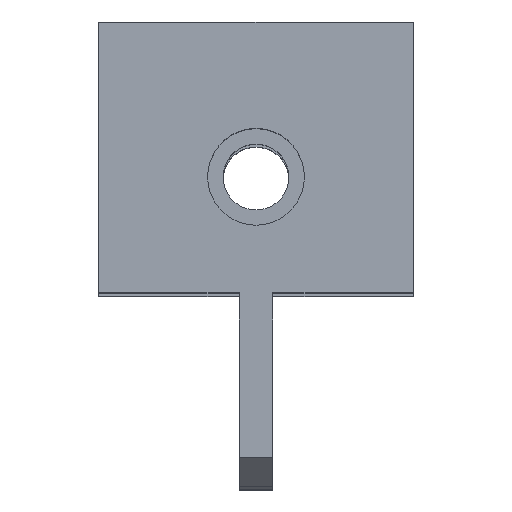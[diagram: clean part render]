
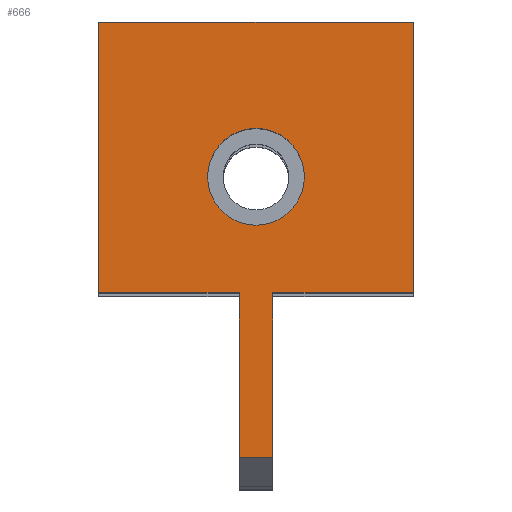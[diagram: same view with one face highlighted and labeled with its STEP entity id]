
A CAD part, top view. The second image highlights one B-rep face of the part: STEP entity #666.
In plain terms, the highlighted planar face has unit normal (0, 0, 1).
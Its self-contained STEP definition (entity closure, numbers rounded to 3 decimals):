
#67 = LINE ( 'NONE', #3451, #4206 ) ;
#96 = VERTEX_POINT ( 'NONE', #149 ) ;
#108 = CARTESIAN_POINT ( 'NONE',  ( 0., 0., 107. ) ) ;
#149 = CARTESIAN_POINT ( 'NONE',  ( 5., 7., 107. ) ) ;
#217 = LINE ( 'NONE', #2269, #1078 ) ;
#221 = VECTOR ( 'NONE', #1458, 1000. ) ;
#224 = ORIENTED_EDGE ( 'NONE', *, *, #2544, .T. ) ;
#242 = ORIENTED_EDGE ( 'NONE', *, *, #3921, .T. ) ;
#330 = LINE ( 'NONE', #4052, #221 ) ;
#341 = EDGE_CURVE ( 'NONE', #629, #606, #745, .T. ) ;
#347 = CARTESIAN_POINT ( 'NONE',  ( -1.75, -5., 107. ) ) ;
#384 = AXIS2_PLACEMENT_3D ( 'NONE', #1485, #3771, #1796 ) ;
#408 = LINE ( 'NONE', #347, #2046 ) ;
#557 = ORIENTED_EDGE ( 'NONE', *, *, #3126, .T. ) ;
#559 = VERTEX_POINT ( 'NONE', #3319 ) ;
#561 = CARTESIAN_POINT ( 'NONE',  ( -16.25, 23., 107. ) ) ;
#579 = FACE_BOUND ( 'NONE', #1120, .T. ) ;
#606 = VERTEX_POINT ( 'NONE', #1385 ) ;
#618 = DIRECTION ( 'NONE',  ( 0., 0., 1. ) ) ;
#629 = VERTEX_POINT ( 'NONE', #3048 ) ;
#666 = ADVANCED_FACE ( 'NONE', ( #579, #2007 ), #1750, .F. ) ;
#680 = DIRECTION ( 'NONE',  ( 0., 1., 0. ) ) ;
#745 = LINE ( 'NONE', #561, #1413 ) ;
#805 = VERTEX_POINT ( 'NONE', #2115 ) ;
#881 = DIRECTION ( 'NONE',  ( 1., 0., 0. ) ) ;
#948 = ORIENTED_EDGE ( 'NONE', *, *, #2895, .T. ) ;
#986 = LINE ( 'NONE', #2446, #2839 ) ;
#1078 = VECTOR ( 'NONE', #3248, 1000. ) ;
#1118 = CIRCLE ( 'NONE', #2737, 5. ) ;
#1120 = EDGE_LOOP ( 'NONE', ( #1541, #2574 ) ) ;
#1181 = VERTEX_POINT ( 'NONE', #1231 ) ;
#1231 = CARTESIAN_POINT ( 'NONE',  ( 1.75, -5., 107. ) ) ;
#1352 = VERTEX_POINT ( 'NONE', #3361 ) ;
#1385 = CARTESIAN_POINT ( 'NONE',  ( -16.25, 23., 107. ) ) ;
#1413 = VECTOR ( 'NONE', #2814, 1000. ) ;
#1458 = DIRECTION ( 'NONE',  ( -1., 0., 0. ) ) ;
#1485 = CARTESIAN_POINT ( 'NONE',  ( 0., 7., 107. ) ) ;
#1541 = ORIENTED_EDGE ( 'NONE', *, *, #2954, .F. ) ;
#1678 = ORIENTED_EDGE ( 'NONE', *, *, #341, .T. ) ;
#1750 = PLANE ( 'NONE',  #2093 ) ;
#1796 = DIRECTION ( 'NONE',  ( 1., 0., 0. ) ) ;
#1911 = CARTESIAN_POINT ( 'NONE',  ( -1.75, -22., 107. ) ) ;
#2007 = FACE_OUTER_BOUND ( 'NONE', #3267, .T. ) ;
#2046 = VECTOR ( 'NONE', #680, 1000. ) ;
#2088 = DIRECTION ( 'NONE',  ( -1., 0., 0. ) ) ;
#2093 = AXIS2_PLACEMENT_3D ( 'NONE', #108, #4045, #2088 ) ;
#2098 = VERTEX_POINT ( 'NONE', #2970 ) ;
#2115 = CARTESIAN_POINT ( 'NONE',  ( 16.25, -5., 107. ) ) ;
#2269 = CARTESIAN_POINT ( 'NONE',  ( 16.25, 0., 107. ) ) ;
#2303 = VECTOR ( 'NONE', #3003, 1000. ) ;
#2446 = CARTESIAN_POINT ( 'NONE',  ( -16.25, 0., 107. ) ) ;
#2544 = EDGE_CURVE ( 'NONE', #805, #629, #217, .T. ) ;
#2564 = CARTESIAN_POINT ( 'NONE',  ( 0., 7., 107. ) ) ;
#2574 = ORIENTED_EDGE ( 'NONE', *, *, #3256, .F. ) ;
#2645 = ORIENTED_EDGE ( 'NONE', *, *, #3031, .F. ) ;
#2701 = ORIENTED_EDGE ( 'NONE', *, *, #4064, .F. ) ;
#2737 = AXIS2_PLACEMENT_3D ( 'NONE', #2564, #618, #2903 ) ;
#2780 = DIRECTION ( 'NONE',  ( 0., 1., 0. ) ) ;
#2814 = DIRECTION ( 'NONE',  ( -1., 0., 0. ) ) ;
#2839 = VECTOR ( 'NONE', #2780, 1000. ) ;
#2895 = EDGE_CURVE ( 'NONE', #3454, #559, #3077, .T. ) ;
#2903 = DIRECTION ( 'NONE',  ( 1., 0., 0. ) ) ;
#2954 = EDGE_CURVE ( 'NONE', #96, #2098, #1118, .T. ) ;
#2970 = CARTESIAN_POINT ( 'NONE',  ( -5., 7., 107. ) ) ;
#2978 = VECTOR ( 'NONE', #881, 1000. ) ;
#3003 = DIRECTION ( 'NONE',  ( 1., 0., 0. ) ) ;
#3031 = EDGE_CURVE ( 'NONE', #3454, #4073, #408, .T. ) ;
#3048 = CARTESIAN_POINT ( 'NONE',  ( 16.25, 23., 107. ) ) ;
#3077 = LINE ( 'NONE', #4151, #2978 ) ;
#3112 = CARTESIAN_POINT ( 'NONE',  ( -1.75, -5., 107. ) ) ;
#3126 = EDGE_CURVE ( 'NONE', #1181, #805, #4037, .T. ) ;
#3248 = DIRECTION ( 'NONE',  ( 0., 1., 0. ) ) ;
#3256 = EDGE_CURVE ( 'NONE', #2098, #96, #3416, .T. ) ;
#3267 = EDGE_LOOP ( 'NONE', ( #2645, #948, #242, #557, #224, #1678, #2701, #3754 ) ) ;
#3315 = CARTESIAN_POINT ( 'NONE',  ( 16.25, -5., 107. ) ) ;
#3319 = CARTESIAN_POINT ( 'NONE',  ( 1.75, -22., 107. ) ) ;
#3361 = CARTESIAN_POINT ( 'NONE',  ( -16.25, -5., 107. ) ) ;
#3416 = CIRCLE ( 'NONE', #384, 5. ) ;
#3451 = CARTESIAN_POINT ( 'NONE',  ( 1.75, -5., 107. ) ) ;
#3454 = VERTEX_POINT ( 'NONE', #1911 ) ;
#3754 = ORIENTED_EDGE ( 'NONE', *, *, #4013, .F. ) ;
#3771 = DIRECTION ( 'NONE',  ( 0., 0., 1. ) ) ;
#3800 = DIRECTION ( 'NONE',  ( 0., 1., 0. ) ) ;
#3921 = EDGE_CURVE ( 'NONE', #559, #1181, #67, .T. ) ;
#4013 = EDGE_CURVE ( 'NONE', #4073, #1352, #330, .T. ) ;
#4037 = LINE ( 'NONE', #3315, #2303 ) ;
#4045 = DIRECTION ( 'NONE',  ( 0., 0., -1. ) ) ;
#4052 = CARTESIAN_POINT ( 'NONE',  ( -16.25, -5., 107. ) ) ;
#4064 = EDGE_CURVE ( 'NONE', #1352, #606, #986, .T. ) ;
#4073 = VERTEX_POINT ( 'NONE', #3112 ) ;
#4151 = CARTESIAN_POINT ( 'NONE',  ( 1.75, -22., 107. ) ) ;
#4206 = VECTOR ( 'NONE', #3800, 1000. ) ;
